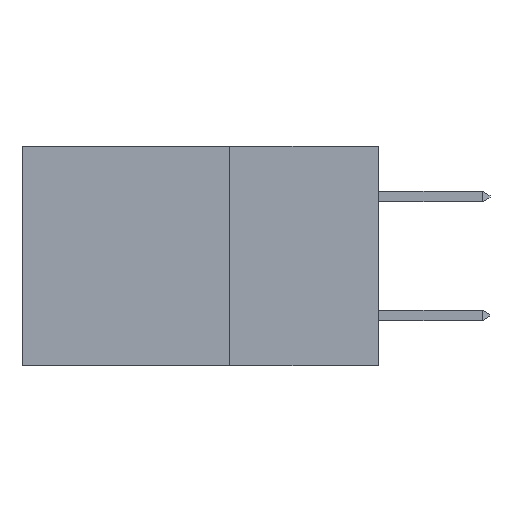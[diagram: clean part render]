
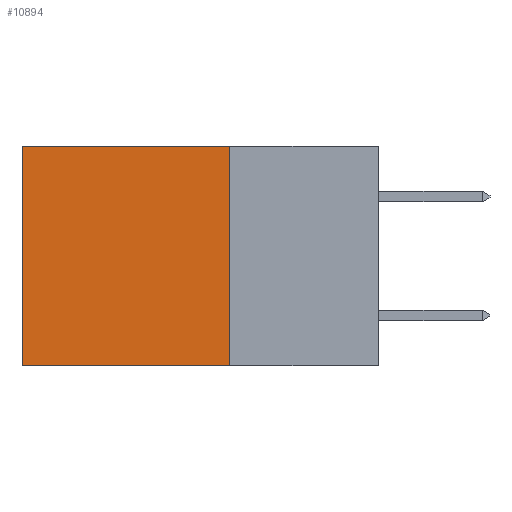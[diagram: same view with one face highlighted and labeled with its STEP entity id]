
A CAD part, left-side view. The second image highlights one B-rep face of the part: STEP entity #10894.
In plain terms, the highlighted planar face has unit normal (-1, 0, 0).
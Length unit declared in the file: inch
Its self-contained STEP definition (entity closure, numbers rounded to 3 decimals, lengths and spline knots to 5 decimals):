
#354 = EDGE_LOOP ( 'NONE', ( #14501, #3359, #11245, #11590 ) ) ;
#1157 = PLANE ( 'NONE',  #12605 ) ;
#1217 = LINE ( 'NONE', #12356, #3907 ) ;
#1503 = CARTESIAN_POINT ( 'NONE',  ( 0.298, 0.6, 0. ) ) ;
#1705 = EDGE_CURVE ( 'NONE', #8014, #6228, #11470, .T. ) ;
#2285 = VECTOR ( 'NONE', #2643, 39.37008 ) ;
#2291 = DIRECTION ( 'NONE',  ( 0., 0., -1. ) ) ;
#2643 = DIRECTION ( 'NONE',  ( 0., 0., -1. ) ) ;
#3359 = ORIENTED_EDGE ( 'NONE', *, *, #6384, .F. ) ;
#3900 = VERTEX_POINT ( 'NONE', #7460 ) ;
#3907 = VECTOR ( 'NONE', #11295, 39.37008 ) ;
#4051 = CARTESIAN_POINT ( 'NONE',  ( 0.298, 0.6, 0. ) ) ;
#4535 = CARTESIAN_POINT ( 'NONE',  ( 0.298, 0.25, 0. ) ) ;
#4994 = CARTESIAN_POINT ( 'NONE',  ( 0.298, 0.25, 0. ) ) ;
#6131 = DIRECTION ( 'NONE',  ( 0., 1., 0. ) ) ;
#6228 = VERTEX_POINT ( 'NONE', #12093 ) ;
#6384 = EDGE_CURVE ( 'NONE', #6228, #3900, #1217, .T. ) ;
#6899 = VECTOR ( 'NONE', #6131, 39.37008 ) ;
#6971 = DIRECTION ( 'NONE',  ( 0., 0., -1. ) ) ;
#7257 = EDGE_CURVE ( 'NONE', #8014, #9426, #9950, .T. ) ;
#7460 = CARTESIAN_POINT ( 'NONE',  ( 0.298, 0.6, -0.37 ) ) ;
#8014 = VERTEX_POINT ( 'NONE', #10705 ) ;
#8182 = CARTESIAN_POINT ( 'NONE',  ( 0.298, 0.25, 0. ) ) ;
#8600 = VECTOR ( 'NONE', #6971, 39.37008 ) ;
#9173 = DIRECTION ( 'NONE',  ( 1., 0., 0. ) ) ;
#9426 = VERTEX_POINT ( 'NONE', #4051 ) ;
#9950 = LINE ( 'NONE', #4994, #6899 ) ;
#10705 = CARTESIAN_POINT ( 'NONE',  ( 0.298, 0.25, 0. ) ) ;
#10868 = FACE_OUTER_BOUND ( 'NONE', #354, .T. ) ;
#10894 = ADVANCED_FACE ( 'NONE', ( #10868 ), #1157, .F. ) ;
#10958 = LINE ( 'NONE', #1503, #2285 ) ;
#11245 = ORIENTED_EDGE ( 'NONE', *, *, #1705, .F. ) ;
#11295 = DIRECTION ( 'NONE',  ( 0., 1., 0. ) ) ;
#11470 = LINE ( 'NONE', #8182, #8600 ) ;
#11590 = ORIENTED_EDGE ( 'NONE', *, *, #7257, .T. ) ;
#12093 = CARTESIAN_POINT ( 'NONE',  ( 0.298, 0.25, -0.37 ) ) ;
#12356 = CARTESIAN_POINT ( 'NONE',  ( 0.298, 0.25, -0.37 ) ) ;
#12605 = AXIS2_PLACEMENT_3D ( 'NONE', #4535, #9173, #2291 ) ;
#13224 = EDGE_CURVE ( 'NONE', #9426, #3900, #10958, .T. ) ;
#14501 = ORIENTED_EDGE ( 'NONE', *, *, #13224, .T. ) ;
